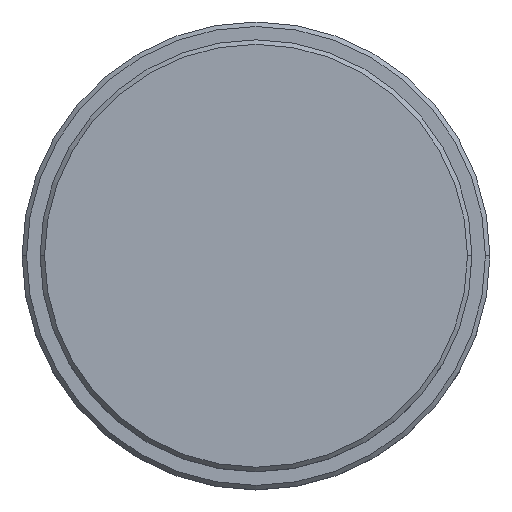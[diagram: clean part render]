
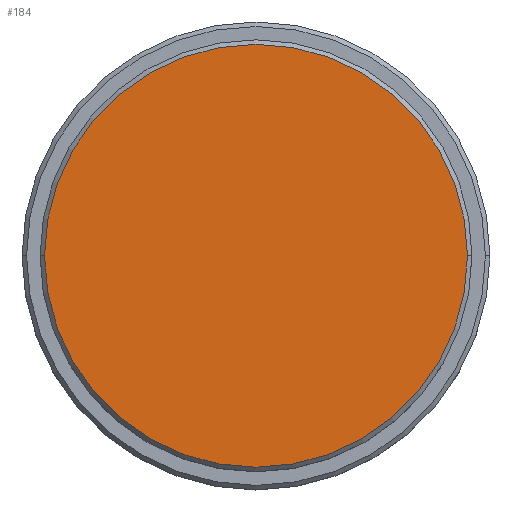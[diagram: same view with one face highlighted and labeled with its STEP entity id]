
A CAD part, top view. The second image highlights one B-rep face of the part: STEP entity #184.
In plain terms, the highlighted planar face has unit normal (0, 0, 1).
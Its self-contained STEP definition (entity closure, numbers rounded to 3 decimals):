
#21 = CIRCLE ( 'NONE', #1385, 23.5 ) ;
#67 = EDGE_CURVE ( 'NONE', #206, #645, #416, .T. ) ;
#128 = CARTESIAN_POINT ( 'NONE',  ( 0., 0., 0. ) ) ;
#171 = AXIS2_PLACEMENT_3D ( 'NONE', #128, #240, #1103 ) ;
#184 = ADVANCED_FACE ( 'NONE', ( #1280 ), #1149, .T. ) ;
#206 = VERTEX_POINT ( 'NONE', #1038 ) ;
#216 = DIRECTION ( 'NONE',  ( 0., 0., 1. ) ) ;
#240 = DIRECTION ( 'NONE',  ( 0., 0., 1. ) ) ;
#303 = ORIENTED_EDGE ( 'NONE', *, *, #1155, .T. ) ;
#416 = CIRCLE ( 'NONE', #171, 23.5 ) ;
#519 = CARTESIAN_POINT ( 'NONE',  ( 0., 0., 0. ) ) ;
#645 = VERTEX_POINT ( 'NONE', #1210 ) ;
#768 = CARTESIAN_POINT ( 'NONE',  ( 0., 0., 0. ) ) ;
#857 = DIRECTION ( 'NONE',  ( 1., 0., 0. ) ) ;
#941 = ORIENTED_EDGE ( 'NONE', *, *, #67, .T. ) ;
#1038 = CARTESIAN_POINT ( 'NONE',  ( 23.5, 0., 0. ) ) ;
#1048 = DIRECTION ( 'NONE',  ( 0., 0., 1. ) ) ;
#1082 = DIRECTION ( 'NONE',  ( 1., 0., 0. ) ) ;
#1103 = DIRECTION ( 'NONE',  ( 1., 0., 0. ) ) ;
#1105 = EDGE_LOOP ( 'NONE', ( #303, #941 ) ) ;
#1149 = PLANE ( 'NONE',  #1316 ) ;
#1155 = EDGE_CURVE ( 'NONE', #645, #206, #21, .T. ) ;
#1210 = CARTESIAN_POINT ( 'NONE',  ( -23.5, 0., 0. ) ) ;
#1280 = FACE_OUTER_BOUND ( 'NONE', #1105, .T. ) ;
#1316 = AXIS2_PLACEMENT_3D ( 'NONE', #519, #1048, #857 ) ;
#1385 = AXIS2_PLACEMENT_3D ( 'NONE', #768, #216, #1082 ) ;
